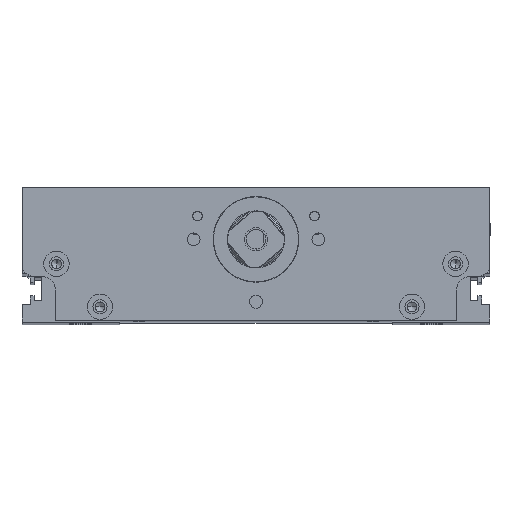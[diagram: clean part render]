
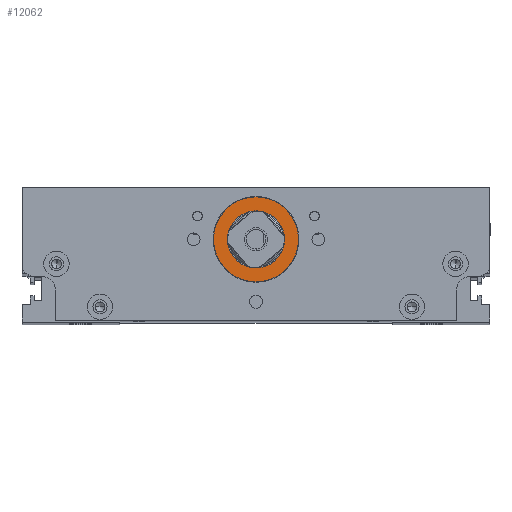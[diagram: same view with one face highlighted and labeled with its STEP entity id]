
A CAD part, top view. The second image highlights one B-rep face of the part: STEP entity #12062.
In plain terms, the highlighted planar face has unit normal (0, 0, 1).
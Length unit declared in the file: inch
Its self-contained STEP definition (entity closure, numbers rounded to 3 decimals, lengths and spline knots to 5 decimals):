
#405 = FACE_OUTER_BOUND ( 'NONE', #10514, .T. ) ;
#868 = PLANE ( 'NONE',  #32265 ) ;
#2120 = CARTESIAN_POINT ( 'NONE',  ( 0., 1.02233, 8.63071 ) ) ;
#2317 = DIRECTION ( 'NONE',  ( 1., 0., 0. ) ) ;
#2941 = DIRECTION ( 'NONE',  ( 0., 1., 0. ) ) ;
#4682 = DIRECTION ( 'NONE',  ( 0., 0., 1. ) ) ;
#6142 = CARTESIAN_POINT ( 'NONE',  ( 0., 0.59326, 8.63071 ) ) ;
#7006 = DIRECTION ( 'NONE',  ( 0., 0., -1. ) ) ;
#8373 = CIRCLE ( 'NONE', #44358, 0.2874 ) ;
#8563 = ORIENTED_EDGE ( 'NONE', *, *, #26861, .F. ) ;
#10514 = EDGE_LOOP ( 'NONE', ( #8563, #47299 ) ) ;
#10675 = EDGE_CURVE ( 'NONE', #37047, #27033, #37861, .T. ) ;
#12062 = ADVANCED_FACE ( 'NONE', ( #405, #18600 ), #868, .T. ) ;
#14430 = CARTESIAN_POINT ( 'NONE',  ( 0., 0.59326, 8.63071 ) ) ;
#15073 = EDGE_LOOP ( 'NONE', ( #30745, #21829 ) ) ;
#15484 = CARTESIAN_POINT ( 'NONE',  ( 0., 0.59326, 8.63071 ) ) ;
#16753 = DIRECTION ( 'NONE',  ( 0., 0., -1. ) ) ;
#17553 = DIRECTION ( 'NONE',  ( 0., 0., -1. ) ) ;
#18258 = DIRECTION ( 'NONE',  ( 1., 0., 0. ) ) ;
#18268 = CARTESIAN_POINT ( 'NONE',  ( 0., 0.59326, 8.63071 ) ) ;
#18600 = FACE_BOUND ( 'NONE', #15073, .T. ) ;
#18718 = VERTEX_POINT ( 'NONE', #2120 ) ;
#20901 = CARTESIAN_POINT ( 'NONE',  ( 0., 0.16419, 8.63071 ) ) ;
#21275 = EDGE_CURVE ( 'NONE', #27033, #37047, #8373, .T. ) ;
#21829 = ORIENTED_EDGE ( 'NONE', *, *, #21275, .T. ) ;
#23715 = DIRECTION ( 'NONE',  ( 0., 1., 0. ) ) ;
#23962 = CARTESIAN_POINT ( 'NONE',  ( 0., 0.59326, 8.63071 ) ) ;
#25789 = DIRECTION ( 'NONE',  ( 1., 0., 0. ) ) ;
#26090 = AXIS2_PLACEMENT_3D ( 'NONE', #23962, #16753, #23715 ) ;
#26861 = EDGE_CURVE ( 'NONE', #18718, #41009, #46752, .T. ) ;
#27033 = VERTEX_POINT ( 'NONE', #31871 ) ;
#30745 = ORIENTED_EDGE ( 'NONE', *, *, #10675, .T. ) ;
#31341 = CARTESIAN_POINT ( 'NONE',  ( 0.2874, 0.59326, 8.63071 ) ) ;
#31871 = CARTESIAN_POINT ( 'NONE',  ( -0.2874, 0.59326, 8.63071 ) ) ;
#32265 = AXIS2_PLACEMENT_3D ( 'NONE', #15484, #4682, #25789 ) ;
#35639 = DIRECTION ( 'NONE',  ( 0., 0., -1. ) ) ;
#37047 = VERTEX_POINT ( 'NONE', #31341 ) ;
#37861 = CIRCLE ( 'NONE', #47057, 0.2874 ) ;
#40933 = CIRCLE ( 'NONE', #47042, 0.42907 ) ;
#41009 = VERTEX_POINT ( 'NONE', #20901 ) ;
#44358 = AXIS2_PLACEMENT_3D ( 'NONE', #14430, #17553, #18258 ) ;
#45743 = EDGE_CURVE ( 'NONE', #41009, #18718, #40933, .T. ) ;
#46752 = CIRCLE ( 'NONE', #26090, 0.42907 ) ;
#47042 = AXIS2_PLACEMENT_3D ( 'NONE', #18268, #7006, #2941 ) ;
#47057 = AXIS2_PLACEMENT_3D ( 'NONE', #6142, #35639, #2317 ) ;
#47299 = ORIENTED_EDGE ( 'NONE', *, *, #45743, .F. ) ;
